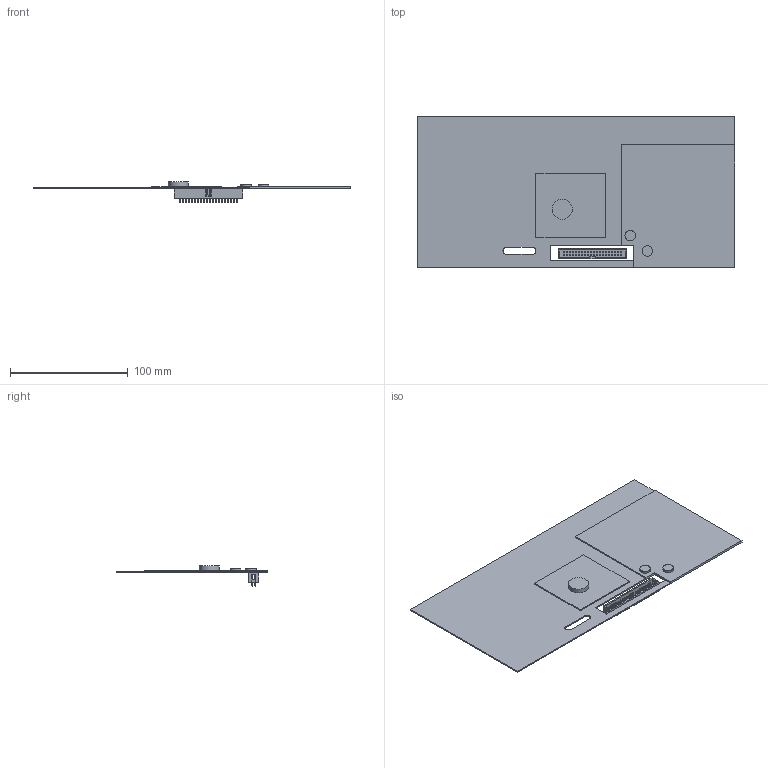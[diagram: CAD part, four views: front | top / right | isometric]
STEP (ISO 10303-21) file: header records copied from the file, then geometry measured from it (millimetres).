
FILE_DESCRIPTION(('STEP AP214'),'1');
FILE_NAME('PDP 11-05.stp','2025-03-01T17:25:14',(' '),(' '),'Spatial InterOp 3D',' ',' ');
FILE_SCHEMA(('AUTOMOTIVE_DESIGN { 1 0 10303 214 1 1 1 1 }'));
Length unit declared in the file: metre
Products named in the file (3): PDP 11-05; IDC-Header_2x20_P2.54mm_Vertical
Assembly tree (2 placements, depth 2):
  PDP 11-05
    PDP 11-05
    IDC-Header_2x20_P2.54mm_Vertical
Bounding box: 269.85 x 128.64 x 17.1 mm (x, y, z)
Volume: 50133 mm3; surface area: 73034.9 mm2
Topology: 2 solids, 2 shells, 790 faces, 1783 edges, 1082 vertices
Faces by surface type: plane 776, cylinder 14
Full cylindrical faces by diameter (mm): 1 x6, 8.944 x2, 16.975 x1
Entity records: 27546 total; most frequent: CARTESIAN_POINT 3649, ORIENTED_EDGE 3548, DIRECTION 3388, EDGE_CURVE 1774, LINE 1746, VECTOR 1746, VERTEX_POINT 1082, EDGE_LOOP 892
